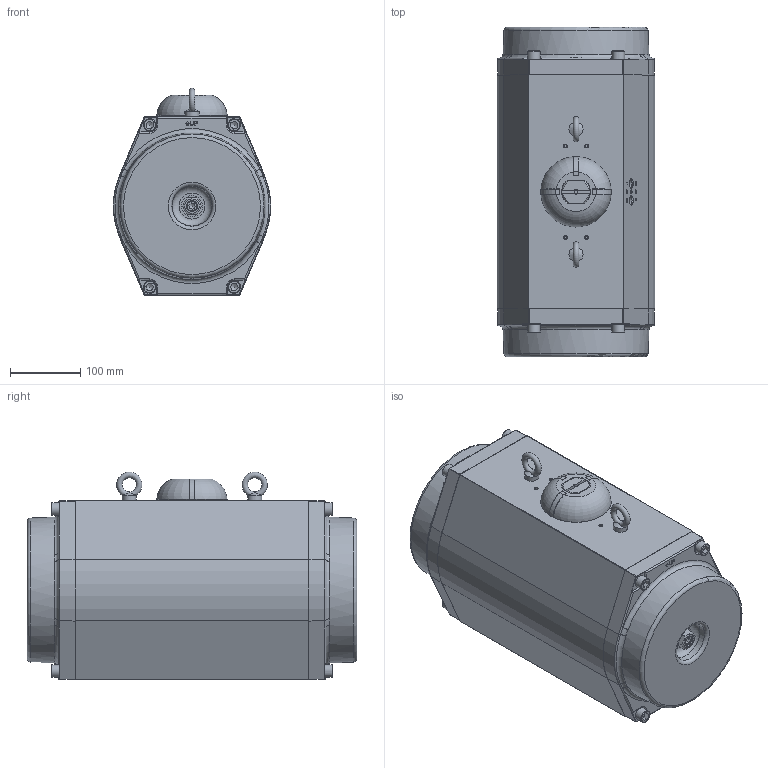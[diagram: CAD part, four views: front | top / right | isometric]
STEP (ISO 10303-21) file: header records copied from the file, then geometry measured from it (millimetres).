
FILE_DESCRIPTION(/* description */ ('Unknown'),/* implementation_level */ '2;1');
FILE_NAME(/* name */ 'GTA-210X90',/* time_stamp */ '2018-10-01T11:18:22+02:00',/* author */ ('Unknown'),/* organization */ ('Unknown'),/* preprocessor_version */ 'ST-DEVELOPER v16.7',/* originating_system */ 'DEX',/* authorisation */ $);
FILE_SCHEMA (('AUTOMOTIVE_DESIGN {1 0 10303 214 3 1 1}'));
Length unit declared in the file: millimetre
Products named in the file (1): GTA-210X90
Bounding box: 223.28 x 468 x 295 mm (x, y, z)
Surface area: 540498.6 mm2 (no closed solid volume)
Topology: 0 solids, 33 shells, 415 faces, 1322 edges, 930 vertices
Faces by surface type: plane 178, cylinder 110, cone 67, torus 45, bspline 15
Full cylindrical faces by diameter (mm): 4.134 x9, 9 x1, 11.445 x2, 13.835 x6, 18 x8, 20 x2, 30 x2, 39.5 x1, 48.5 x1, 75 x1, 79.3 x1
Entity records: 16081 total; most frequent: CARTESIAN_POINT 5062, DIRECTION 2213, ORIENTED_EDGE 1908, EDGE_CURVE 1164, VERTEX_POINT 884, AXIS2_PLACEMENT_3D 841, FACE_BOUND 581, EDGE_LOOP 564
